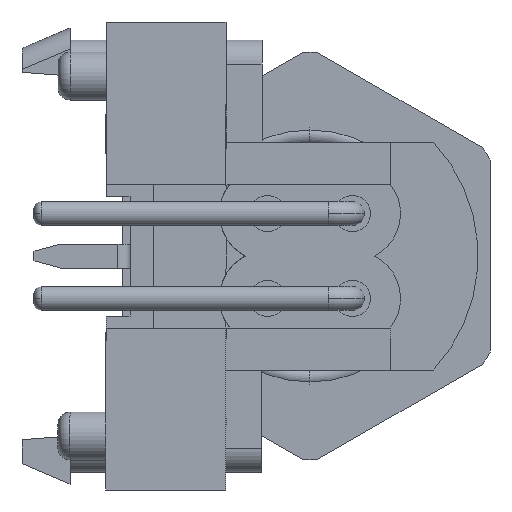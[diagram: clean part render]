
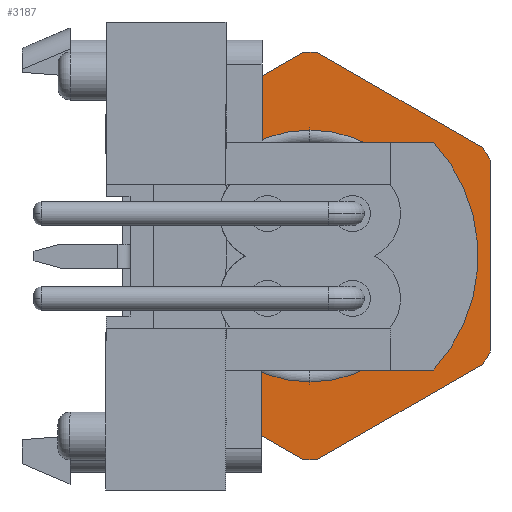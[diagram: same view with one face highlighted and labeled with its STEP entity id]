
A CAD part, left-side view. The second image highlights one B-rep face of the part: STEP entity #3187.
In plain terms, the highlighted planar face has unit normal (-1, 0, 0).
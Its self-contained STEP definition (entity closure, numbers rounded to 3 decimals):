
#49 = EDGE_CURVE ( 'NONE', #4409, #5164, #10590, .T. ) ;
#77 = DIRECTION ( 'NONE',  ( -1., 0., 0. ) ) ;
#139 = VECTOR ( 'NONE', #13813, 1000. ) ;
#144 = CARTESIAN_POINT ( 'NONE',  ( -9.25, -7.5, -4. ) ) ;
#549 = LINE ( 'NONE', #3819, #2055 ) ;
#686 = VERTEX_POINT ( 'NONE', #8079 ) ;
#866 = CARTESIAN_POINT ( 'NONE',  ( -9.25, 7.5, -4.33 ) ) ;
#990 = CARTESIAN_POINT ( 'NONE',  ( -9.25, 0.286, -8.495 ) ) ;
#1012 = DIRECTION ( 'NONE',  ( -1., 0., 0. ) ) ;
#1194 = DIRECTION ( 'NONE',  ( 0., 0., 1. ) ) ;
#1199 = VECTOR ( 'NONE', #1861, 1000. ) ;
#1397 = DIRECTION ( 'NONE',  ( 0., 0., 1. ) ) ;
#1447 = EDGE_CURVE ( 'NONE', #9316, #2395, #13023, .T. ) ;
#1555 = CARTESIAN_POINT ( 'NONE',  ( -9.25, 0., 8.5 ) ) ;
#1858 = AXIS2_PLACEMENT_3D ( 'NONE', #11301, #7791, #2992 ) ;
#1861 = DIRECTION ( 'NONE',  ( 0., -0.866, 0.5 ) ) ;
#2055 = VECTOR ( 'NONE', #5787, 1000. ) ;
#2100 = EDGE_CURVE ( 'NONE', #13234, #4334, #12547, .T. ) ;
#2172 = DIRECTION ( 'NONE',  ( 0., -0.866, -0.5 ) ) ;
#2195 = CARTESIAN_POINT ( 'NONE',  ( -9.25, -0.286, -8.495 ) ) ;
#2280 = AXIS2_PLACEMENT_3D ( 'NONE', #3897, #5016, #3695 ) ;
#2395 = VERTEX_POINT ( 'NONE', #1555 ) ;
#2404 = CIRCLE ( 'NONE', #4188, 5.25 ) ;
#2667 = LINE ( 'NONE', #15317, #4358 ) ;
#2851 = CARTESIAN_POINT ( 'NONE',  ( -9.25, 7.5, 4.33 ) ) ;
#2932 = ORIENTED_EDGE ( 'NONE', *, *, #8159, .T. ) ;
#2992 = DIRECTION ( 'NONE',  ( 0., 0., 1. ) ) ;
#3099 = ORIENTED_EDGE ( 'NONE', *, *, #8686, .F. ) ;
#3187 = ADVANCED_FACE ( 'NONE', ( #5659, #12805 ), #5614, .T. ) ;
#3278 = VERTEX_POINT ( 'NONE', #13131 ) ;
#3379 = CARTESIAN_POINT ( 'NONE',  ( -9.25, 0., 0. ) ) ;
#3695 = DIRECTION ( 'NONE',  ( 0., 0., 1. ) ) ;
#3753 = DIRECTION ( 'NONE',  ( -1., 0., 0. ) ) ;
#3819 = CARTESIAN_POINT ( 'NONE',  ( -9.25, -7.5, 4.33 ) ) ;
#3897 = CARTESIAN_POINT ( 'NONE',  ( -9.25, 0., 0. ) ) ;
#4151 = VECTOR ( 'NONE', #2172, 1000. ) ;
#4181 = EDGE_CURVE ( 'NONE', #9639, #9316, #549, .T. ) ;
#4188 = AXIS2_PLACEMENT_3D ( 'NONE', #15107, #6754, #15052 ) ;
#4334 = VERTEX_POINT ( 'NONE', #10445 ) ;
#4358 = VECTOR ( 'NONE', #9186, 1000. ) ;
#4398 = CARTESIAN_POINT ( 'NONE',  ( -9.25, 7.5, -4. ) ) ;
#4409 = VERTEX_POINT ( 'NONE', #2195 ) ;
#4421 = VERTEX_POINT ( 'NONE', #9338 ) ;
#4422 = VERTEX_POINT ( 'NONE', #990 ) ;
#4478 = CIRCLE ( 'NONE', #2280, 5.25 ) ;
#4483 = VERTEX_POINT ( 'NONE', #5879 ) ;
#4602 = DIRECTION ( 'NONE',  ( 0., 0., 1. ) ) ;
#4697 = EDGE_LOOP ( 'NONE', ( #7043, #8745, #8740, #10696, #10298, #9490, #5035, #2932, #6216, #6173, #7856, #10346, #10376 ) ) ;
#4877 = CARTESIAN_POINT ( 'NONE',  ( -9.25, 0., 0. ) ) ;
#4962 = VERTEX_POINT ( 'NONE', #14024 ) ;
#5016 = DIRECTION ( 'NONE',  ( -1., 0., 0. ) ) ;
#5035 = ORIENTED_EDGE ( 'NONE', *, *, #14109, .T. ) ;
#5043 = LINE ( 'NONE', #2851, #139 ) ;
#5088 = LINE ( 'NONE', #866, #4151 ) ;
#5107 = CIRCLE ( 'NONE', #7592, 8.5 ) ;
#5164 = VERTEX_POINT ( 'NONE', #5843 ) ;
#5614 = PLANE ( 'NONE',  #12818 ) ;
#5659 = FACE_BOUND ( 'NONE', #8124, .T. ) ;
#5712 = EDGE_CURVE ( 'NONE', #11410, #3278, #2667, .T. ) ;
#5787 = DIRECTION ( 'NONE',  ( 0., 0.866, 0.5 ) ) ;
#5829 = DIRECTION ( 'NONE',  ( -1., 0., 0. ) ) ;
#5843 = CARTESIAN_POINT ( 'NONE',  ( -9.25, -7.214, -4.495 ) ) ;
#5879 = CARTESIAN_POINT ( 'NONE',  ( -9.25, 7.214, 4.495 ) ) ;
#6030 = VERTEX_POINT ( 'NONE', #7248 ) ;
#6173 = ORIENTED_EDGE ( 'NONE', *, *, #10435, .T. ) ;
#6216 = ORIENTED_EDGE ( 'NONE', *, *, #2100, .T. ) ;
#6467 = AXIS2_PLACEMENT_3D ( 'NONE', #11885, #5829, #14357 ) ;
#6525 = CARTESIAN_POINT ( 'NONE',  ( -9.25, -7.214, 4.495 ) ) ;
#6573 = AXIS2_PLACEMENT_3D ( 'NONE', #4877, #77, #1194 ) ;
#6754 = DIRECTION ( 'NONE',  ( -1., 0., 0. ) ) ;
#6839 = CARTESIAN_POINT ( 'NONE',  ( -9.25, 0., 0. ) ) ;
#6840 = CARTESIAN_POINT ( 'NONE',  ( -9.25, 0., 0. ) ) ;
#7043 = ORIENTED_EDGE ( 'NONE', *, *, #5712, .T. ) ;
#7248 = CARTESIAN_POINT ( 'NONE',  ( -9.25, 0.286, 8.495 ) ) ;
#7592 = AXIS2_PLACEMENT_3D ( 'NONE', #13989, #7942, #4602 ) ;
#7683 = CARTESIAN_POINT ( 'NONE',  ( -9.25, 0., 8.66 ) ) ;
#7779 = ORIENTED_EDGE ( 'NONE', *, *, #7985, .F. ) ;
#7791 = DIRECTION ( 'NONE',  ( -1., 0., 0. ) ) ;
#7856 = ORIENTED_EDGE ( 'NONE', *, *, #9752, .T. ) ;
#7942 = DIRECTION ( 'NONE',  ( -1., 0., 0. ) ) ;
#7985 = EDGE_CURVE ( 'NONE', #686, #4421, #4478, .T. ) ;
#8079 = CARTESIAN_POINT ( 'NONE',  ( -9.25, 0., 5.25 ) ) ;
#8124 = EDGE_LOOP ( 'NONE', ( #7779, #3099 ) ) ;
#8159 = EDGE_CURVE ( 'NONE', #4962, #13234, #5043, .T. ) ;
#8686 = EDGE_CURVE ( 'NONE', #4421, #686, #2404, .T. ) ;
#8740 = ORIENTED_EDGE ( 'NONE', *, *, #4181, .T. ) ;
#8745 = ORIENTED_EDGE ( 'NONE', *, *, #9163, .T. ) ;
#8918 = EDGE_CURVE ( 'NONE', #2395, #6030, #12374, .T. ) ;
#9110 = AXIS2_PLACEMENT_3D ( 'NONE', #13297, #3753, #1397 ) ;
#9163 = EDGE_CURVE ( 'NONE', #3278, #9639, #11459, .T. ) ;
#9186 = DIRECTION ( 'NONE',  ( 0., 0., 1. ) ) ;
#9316 = VERTEX_POINT ( 'NONE', #15322 ) ;
#9338 = CARTESIAN_POINT ( 'NONE',  ( -9.25, 0., -5.25 ) ) ;
#9490 = ORIENTED_EDGE ( 'NONE', *, *, #9694, .T. ) ;
#9639 = VERTEX_POINT ( 'NONE', #6525 ) ;
#9694 = EDGE_CURVE ( 'NONE', #6030, #4483, #14255, .T. ) ;
#9752 = EDGE_CURVE ( 'NONE', #4422, #4409, #5107, .T. ) ;
#10020 = CIRCLE ( 'NONE', #9110, 8.5 ) ;
#10298 = ORIENTED_EDGE ( 'NONE', *, *, #8918, .T. ) ;
#10346 = ORIENTED_EDGE ( 'NONE', *, *, #49, .T. ) ;
#10376 = ORIENTED_EDGE ( 'NONE', *, *, #14478, .T. ) ;
#10435 = EDGE_CURVE ( 'NONE', #4334, #4422, #5088, .T. ) ;
#10445 = CARTESIAN_POINT ( 'NONE',  ( -9.25, 7.214, -4.495 ) ) ;
#10590 = LINE ( 'NONE', #13929, #1199 ) ;
#10696 = ORIENTED_EDGE ( 'NONE', *, *, #1447, .T. ) ;
#11022 = VECTOR ( 'NONE', #12394, 1000. ) ;
#11301 = CARTESIAN_POINT ( 'NONE',  ( -9.25, 0., 0. ) ) ;
#11410 = VERTEX_POINT ( 'NONE', #144 ) ;
#11459 = CIRCLE ( 'NONE', #14908, 8.5 ) ;
#11815 = DIRECTION ( 'NONE',  ( 0., 0., 1. ) ) ;
#11885 = CARTESIAN_POINT ( 'NONE',  ( -9.25, 0., 0. ) ) ;
#12374 = CIRCLE ( 'NONE', #6573, 8.5 ) ;
#12394 = DIRECTION ( 'NONE',  ( 0., 0.866, -0.5 ) ) ;
#12547 = CIRCLE ( 'NONE', #6467, 8.5 ) ;
#12688 = CIRCLE ( 'NONE', #1858, 8.5 ) ;
#12805 = FACE_OUTER_BOUND ( 'NONE', #4697, .T. ) ;
#12818 = AXIS2_PLACEMENT_3D ( 'NONE', #6840, #14192, #15261 ) ;
#13023 = CIRCLE ( 'NONE', #13341, 8.5 ) ;
#13131 = CARTESIAN_POINT ( 'NONE',  ( -9.25, -7.5, 4. ) ) ;
#13234 = VERTEX_POINT ( 'NONE', #4398 ) ;
#13297 = CARTESIAN_POINT ( 'NONE',  ( -9.25, 0., 0. ) ) ;
#13341 = AXIS2_PLACEMENT_3D ( 'NONE', #3379, #1012, #11815 ) ;
#13813 = DIRECTION ( 'NONE',  ( 0., 0., -1. ) ) ;
#13929 = CARTESIAN_POINT ( 'NONE',  ( -9.25, 0., -8.66 ) ) ;
#13940 = DIRECTION ( 'NONE',  ( -1., 0., 0. ) ) ;
#13989 = CARTESIAN_POINT ( 'NONE',  ( -9.25, 0., 0. ) ) ;
#14024 = CARTESIAN_POINT ( 'NONE',  ( -9.25, 7.5, 4. ) ) ;
#14048 = DIRECTION ( 'NONE',  ( 0., 0., 1. ) ) ;
#14109 = EDGE_CURVE ( 'NONE', #4483, #4962, #10020, .T. ) ;
#14192 = DIRECTION ( 'NONE',  ( -1., 0., 0. ) ) ;
#14255 = LINE ( 'NONE', #7683, #11022 ) ;
#14357 = DIRECTION ( 'NONE',  ( 0., 0., 1. ) ) ;
#14478 = EDGE_CURVE ( 'NONE', #5164, #11410, #12688, .T. ) ;
#14908 = AXIS2_PLACEMENT_3D ( 'NONE', #6839, #13940, #14048 ) ;
#15052 = DIRECTION ( 'NONE',  ( 0., 0., 1. ) ) ;
#15107 = CARTESIAN_POINT ( 'NONE',  ( -9.25, 0., 0. ) ) ;
#15261 = DIRECTION ( 'NONE',  ( 0., 0., 1. ) ) ;
#15317 = CARTESIAN_POINT ( 'NONE',  ( -9.25, -7.5, -4.33 ) ) ;
#15322 = CARTESIAN_POINT ( 'NONE',  ( -9.25, -0.286, 8.495 ) ) ;
